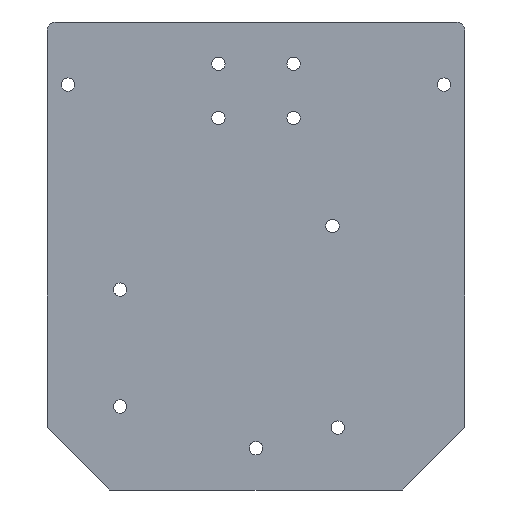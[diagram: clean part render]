
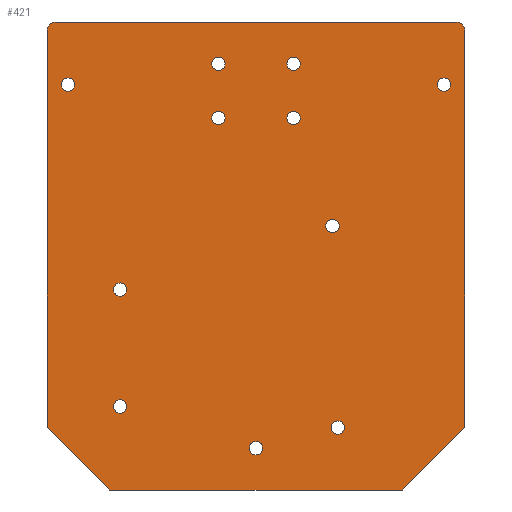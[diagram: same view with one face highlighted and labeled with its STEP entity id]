
A CAD part, front view. The second image highlights one B-rep face of the part: STEP entity #421.
In plain terms, the highlighted planar face has unit normal (0, -1, 0).
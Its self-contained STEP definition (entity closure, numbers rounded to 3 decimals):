
#28=FACE_BOUND('',#100,.T.);
#29=FACE_BOUND('',#101,.T.);
#30=FACE_BOUND('',#102,.T.);
#31=FACE_BOUND('',#103,.T.);
#32=FACE_BOUND('',#104,.T.);
#33=FACE_BOUND('',#105,.T.);
#34=FACE_BOUND('',#106,.T.);
#35=FACE_BOUND('',#107,.T.);
#36=FACE_BOUND('',#108,.T.);
#37=FACE_BOUND('',#109,.T.);
#38=FACE_BOUND('',#110,.T.);
#50=CIRCLE('',#463,2.);
#51=CIRCLE('',#464,2.);
#52=CIRCLE('',#465,1.6);
#53=CIRCLE('',#466,1.6);
#54=CIRCLE('',#467,1.6);
#55=CIRCLE('',#468,1.6);
#56=CIRCLE('',#469,1.6);
#57=CIRCLE('',#470,1.6);
#58=CIRCLE('',#471,1.6);
#59=CIRCLE('',#472,1.6);
#60=CIRCLE('',#473,1.6);
#61=CIRCLE('',#474,1.6);
#62=CIRCLE('',#475,1.6);
#78=FACE_OUTER_BOUND('',#99,.T.);
#99=EDGE_LOOP('',(#305,#306,#307,#308,#309,#310,#311,#312));
#100=EDGE_LOOP('',(#313));
#101=EDGE_LOOP('',(#314));
#102=EDGE_LOOP('',(#315));
#103=EDGE_LOOP('',(#316));
#104=EDGE_LOOP('',(#317));
#105=EDGE_LOOP('',(#318));
#106=EDGE_LOOP('',(#319));
#107=EDGE_LOOP('',(#320));
#108=EDGE_LOOP('',(#321));
#109=EDGE_LOOP('',(#322));
#110=EDGE_LOOP('',(#323));
#142=LINE('',#642,#173);
#144=LINE('',#646,#175);
#147=LINE('',#652,#178);
#148=LINE('',#654,#179);
#149=LINE('',#656,#180);
#150=LINE('',#660,#181);
#173=VECTOR('',#513,10.);
#175=VECTOR('',#517,10.);
#178=VECTOR('',#522,10.);
#179=VECTOR('',#523,10.);
#180=VECTOR('',#524,10.);
#181=VECTOR('',#527,10.);
#204=VERTEX_POINT('',#639);
#205=VERTEX_POINT('',#641);
#206=VERTEX_POINT('',#645);
#208=VERTEX_POINT('',#651);
#209=VERTEX_POINT('',#653);
#210=VERTEX_POINT('',#655);
#211=VERTEX_POINT('',#657);
#212=VERTEX_POINT('',#659);
#213=VERTEX_POINT('',#662);
#214=VERTEX_POINT('',#664);
#215=VERTEX_POINT('',#666);
#216=VERTEX_POINT('',#668);
#217=VERTEX_POINT('',#670);
#218=VERTEX_POINT('',#672);
#219=VERTEX_POINT('',#674);
#220=VERTEX_POINT('',#676);
#221=VERTEX_POINT('',#678);
#222=VERTEX_POINT('',#680);
#223=VERTEX_POINT('',#682);
#242=EDGE_CURVE('',#204,#205,#142,.T.);
#244=EDGE_CURVE('',#205,#206,#144,.T.);
#247=EDGE_CURVE('',#208,#204,#147,.T.);
#248=EDGE_CURVE('',#209,#208,#148,.T.);
#249=EDGE_CURVE('',#210,#209,#149,.T.);
#250=EDGE_CURVE('',#211,#210,#50,.T.);
#251=EDGE_CURVE('',#212,#211,#150,.T.);
#252=EDGE_CURVE('',#206,#212,#51,.T.);
#253=EDGE_CURVE('',#213,#213,#52,.T.);
#254=EDGE_CURVE('',#214,#214,#53,.T.);
#255=EDGE_CURVE('',#215,#215,#54,.T.);
#256=EDGE_CURVE('',#216,#216,#55,.T.);
#257=EDGE_CURVE('',#217,#217,#56,.T.);
#258=EDGE_CURVE('',#218,#218,#57,.T.);
#259=EDGE_CURVE('',#219,#219,#58,.T.);
#260=EDGE_CURVE('',#220,#220,#59,.T.);
#261=EDGE_CURVE('',#221,#221,#60,.T.);
#262=EDGE_CURVE('',#222,#222,#61,.T.);
#263=EDGE_CURVE('',#223,#223,#62,.T.);
#305=ORIENTED_EDGE('',*,*,#242,.F.);
#306=ORIENTED_EDGE('',*,*,#247,.F.);
#307=ORIENTED_EDGE('',*,*,#248,.F.);
#308=ORIENTED_EDGE('',*,*,#249,.F.);
#309=ORIENTED_EDGE('',*,*,#250,.F.);
#310=ORIENTED_EDGE('',*,*,#251,.F.);
#311=ORIENTED_EDGE('',*,*,#252,.F.);
#312=ORIENTED_EDGE('',*,*,#244,.F.);
#313=ORIENTED_EDGE('',*,*,#253,.F.);
#314=ORIENTED_EDGE('',*,*,#254,.F.);
#315=ORIENTED_EDGE('',*,*,#255,.F.);
#316=ORIENTED_EDGE('',*,*,#256,.F.);
#317=ORIENTED_EDGE('',*,*,#257,.F.);
#318=ORIENTED_EDGE('',*,*,#258,.F.);
#319=ORIENTED_EDGE('',*,*,#259,.F.);
#320=ORIENTED_EDGE('',*,*,#260,.F.);
#321=ORIENTED_EDGE('',*,*,#261,.F.);
#322=ORIENTED_EDGE('',*,*,#262,.F.);
#323=ORIENTED_EDGE('',*,*,#263,.F.);
#413=PLANE('',#462);
#421=ADVANCED_FACE('',(#78,#28,#29,#30,#31,#32,#33,#34,#35,#36,#37,#38),
#413,.F.);
#462=AXIS2_PLACEMENT_3D('',#650,#520,#521);
#463=AXIS2_PLACEMENT_3D('',#658,#525,#526);
#464=AXIS2_PLACEMENT_3D('',#661,#528,#529);
#465=AXIS2_PLACEMENT_3D('',#663,#530,#531);
#466=AXIS2_PLACEMENT_3D('',#665,#532,#533);
#467=AXIS2_PLACEMENT_3D('',#667,#534,#535);
#468=AXIS2_PLACEMENT_3D('',#669,#536,#537);
#469=AXIS2_PLACEMENT_3D('',#671,#538,#539);
#470=AXIS2_PLACEMENT_3D('',#673,#540,#541);
#471=AXIS2_PLACEMENT_3D('',#675,#542,#543);
#472=AXIS2_PLACEMENT_3D('',#677,#544,#545);
#473=AXIS2_PLACEMENT_3D('',#679,#546,#547);
#474=AXIS2_PLACEMENT_3D('',#681,#548,#549);
#475=AXIS2_PLACEMENT_3D('',#683,#550,#551);
#513=DIRECTION('',(-0.707,0.,0.707));
#517=DIRECTION('',(0.,0.,1.));
#520=DIRECTION('center_axis',(0.,1.,0.));
#521=DIRECTION('ref_axis',(0.,0.,1.));
#522=DIRECTION('',(-1.,0.,0.));
#523=DIRECTION('',(-0.707,0.,-0.707));
#524=DIRECTION('',(0.,0.,-1.));
#525=DIRECTION('center_axis',(0.,1.,0.));
#526=DIRECTION('ref_axis',(0.707,0.,0.707));
#527=DIRECTION('',(1.,0.,0.));
#528=DIRECTION('center_axis',(0.,1.,0.));
#529=DIRECTION('ref_axis',(-0.707,0.,0.707));
#530=DIRECTION('center_axis',(0.,-1.,0.));
#531=DIRECTION('ref_axis',(1.,0.,0.));
#532=DIRECTION('center_axis',(0.,-1.,0.));
#533=DIRECTION('ref_axis',(1.,0.,0.));
#534=DIRECTION('center_axis',(0.,-1.,0.));
#535=DIRECTION('ref_axis',(1.,0.,0.));
#536=DIRECTION('center_axis',(0.,-1.,0.));
#537=DIRECTION('ref_axis',(1.,0.,0.));
#538=DIRECTION('center_axis',(0.,-1.,0.));
#539=DIRECTION('ref_axis',(1.,0.,0.));
#540=DIRECTION('center_axis',(0.,-1.,0.));
#541=DIRECTION('ref_axis',(1.,0.,0.));
#542=DIRECTION('center_axis',(0.,-1.,0.));
#543=DIRECTION('ref_axis',(1.,0.,0.));
#544=DIRECTION('center_axis',(0.,-1.,0.));
#545=DIRECTION('ref_axis',(1.,0.,0.));
#546=DIRECTION('center_axis',(0.,-1.,0.));
#547=DIRECTION('ref_axis',(1.,0.,0.));
#548=DIRECTION('center_axis',(0.,-1.,0.));
#549=DIRECTION('ref_axis',(1.,0.,0.));
#550=DIRECTION('center_axis',(0.,-1.,0.));
#551=DIRECTION('ref_axis',(1.,0.,0.));
#639=CARTESIAN_POINT('',(15.,0.,-112.));
#641=CARTESIAN_POINT('',(0.,0.,-97.));
#642=CARTESIAN_POINT('',(6.,0.,-103.));
#645=CARTESIAN_POINT('',(0.,0.,-2.));
#646=CARTESIAN_POINT('',(0.,0.,-112.));
#650=CARTESIAN_POINT('Origin',(50.,0.,-56.));
#651=CARTESIAN_POINT('',(85.,0.,-112.));
#652=CARTESIAN_POINT('',(100.,0.,-112.));
#653=CARTESIAN_POINT('',(100.,0.,-97.));
#654=CARTESIAN_POINT('',(94.,0.,-103.));
#655=CARTESIAN_POINT('',(100.,0.,-2.));
#656=CARTESIAN_POINT('',(100.,0.,0.));
#657=CARTESIAN_POINT('',(98.,0.,0.));
#658=CARTESIAN_POINT('Origin',(98.,0.,-2.));
#659=CARTESIAN_POINT('',(2.,0.,0.));
#660=CARTESIAN_POINT('',(0.,0.,0.));
#661=CARTESIAN_POINT('Origin',(2.,0.,-2.));
#662=CARTESIAN_POINT('',(67.97,0.,-97.08));
#663=CARTESIAN_POINT('Origin',(69.57,0.,-97.08));
#664=CARTESIAN_POINT('',(15.9,0.,-92.));
#665=CARTESIAN_POINT('Origin',(17.5,0.,-92.));
#666=CARTESIAN_POINT('',(48.4,0.,-102.));
#667=CARTESIAN_POINT('Origin',(50.,0.,-102.));
#668=CARTESIAN_POINT('',(66.7,0.,-48.837));
#669=CARTESIAN_POINT('Origin',(68.3,0.,-48.837));
#670=CARTESIAN_POINT('',(15.9,0.,-64.06));
#671=CARTESIAN_POINT('Origin',(17.5,0.,-64.06));
#672=CARTESIAN_POINT('',(57.4,0.,-23.));
#673=CARTESIAN_POINT('Origin',(59.,0.,-23.));
#674=CARTESIAN_POINT('',(39.4,0.,-23.));
#675=CARTESIAN_POINT('Origin',(41.,0.,-23.));
#676=CARTESIAN_POINT('',(57.4,0.,-10.));
#677=CARTESIAN_POINT('Origin',(59.,0.,-10.));
#678=CARTESIAN_POINT('',(39.4,0.,-10.));
#679=CARTESIAN_POINT('Origin',(41.,0.,-10.));
#680=CARTESIAN_POINT('',(3.4,0.,-15.));
#681=CARTESIAN_POINT('Origin',(5.,0.,-15.));
#682=CARTESIAN_POINT('',(93.4,0.,-15.));
#683=CARTESIAN_POINT('Origin',(95.,0.,-15.));
